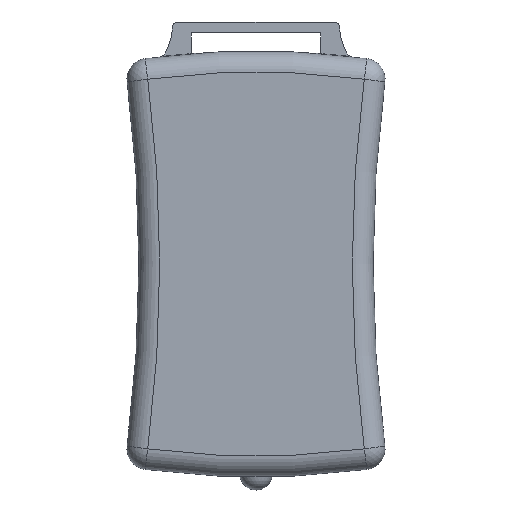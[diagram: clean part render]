
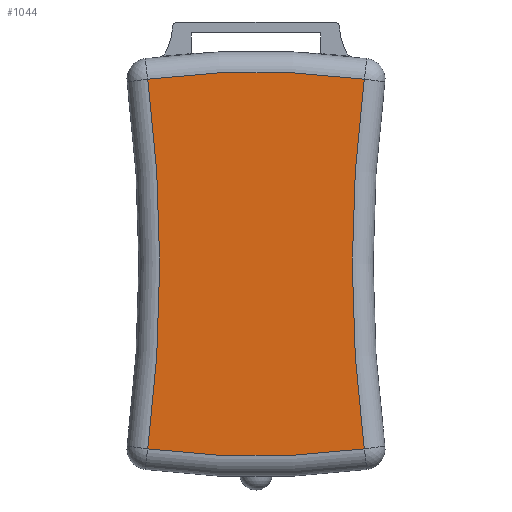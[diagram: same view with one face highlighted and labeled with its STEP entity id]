
A CAD part, front view. The second image highlights one B-rep face of the part: STEP entity #1044.
In plain terms, the highlighted planar face has unit normal (0, -1, 0).
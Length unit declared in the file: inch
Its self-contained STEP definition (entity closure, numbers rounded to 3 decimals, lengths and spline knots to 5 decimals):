
#1=CARTESIAN_POINT('',(0.,-0.3015,-3.7225));
#2=DIRECTION('',(0.,-1.,0.));
#3=DIRECTION('',(0.133,0.,0.991));
#4=AXIS2_PLACEMENT_3D('',#1,#2,#3);
#6=CARTESIAN_POINT('',(9.20276,-0.3015,0.));
#7=DIRECTION('',(0.,1.,0.));
#8=DIRECTION('',(-0.992,0.,-0.129));
#9=AXIS2_PLACEMENT_3D('',#6,#7,#8);
#11=CARTESIAN_POINT('',(0.,-0.3015,3.7225));
#12=DIRECTION('',(0.,-1.,0.));
#13=DIRECTION('',(-0.133,0.,-0.991));
#14=AXIS2_PLACEMENT_3D('',#11,#12,#13);
#16=CARTESIAN_POINT('',(-9.20276,-0.3015,0.));
#17=DIRECTION('',(0.,1.,0.));
#18=DIRECTION('',(0.992,0.,0.129));
#19=AXIS2_PLACEMENT_3D('',#16,#17,#18);
#869=CARTESIAN_POINT('',(0.64936,-0.3015,1.10906));
#870=CARTESIAN_POINT('',(-0.64936,-0.3015,1.10906));
#871=VERTEX_POINT('',#869);
#872=VERTEX_POINT('',#870);
#877=CARTESIAN_POINT('',(-0.64936,-0.3015,-1.10906));
#878=VERTEX_POINT('',#877);
#883=CARTESIAN_POINT('',(0.64936,-0.3015,-1.10906));
#884=VERTEX_POINT('',#883);
#1029=CARTESIAN_POINT('',(0.,-0.3015,0.));
#1030=DIRECTION('',(0.,1.,0.));
#1031=DIRECTION('',(1.,0.,0.));
#1032=AXIS2_PLACEMENT_3D('',#1029,#1030,#1031);
#1033=PLANE('',#1032);
#1035=ORIENTED_EDGE('',*,*,#1034,.F.);
#1037=ORIENTED_EDGE('',*,*,#1036,.F.);
#1039=ORIENTED_EDGE('',*,*,#1038,.F.);
#1041=ORIENTED_EDGE('',*,*,#1040,.F.);
#1042=EDGE_LOOP('',(#1035,#1037,#1039,#1041));
#1043=FACE_OUTER_BOUND('',#1042,.F.);
#1044=ADVANCED_FACE('',(#1043),#1033,.F.);
#5=CIRCLE('',#4,4.875);
#10=CIRCLE('',#9,8.625);
#15=CIRCLE('',#14,4.875);
#20=CIRCLE('',#19,8.625);
#1034=EDGE_CURVE('',#871,#872,#5,.T.);
#1036=EDGE_CURVE('',#884,#871,#10,.T.);
#1038=EDGE_CURVE('',#878,#884,#15,.T.);
#1040=EDGE_CURVE('',#872,#878,#20,.T.);
